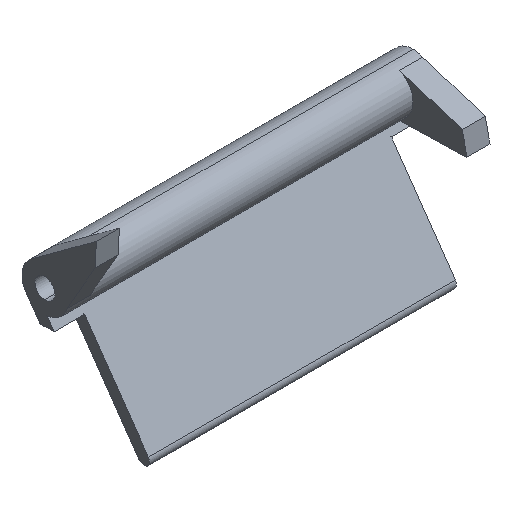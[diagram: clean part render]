
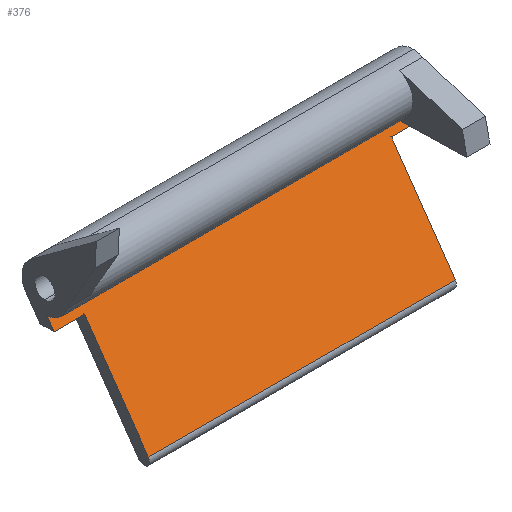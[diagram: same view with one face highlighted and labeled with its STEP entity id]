
A CAD part, isometric view. The second image highlights one B-rep face of the part: STEP entity #376.
In plain terms, the highlighted planar face has unit normal (0, -0.822, 0.57).
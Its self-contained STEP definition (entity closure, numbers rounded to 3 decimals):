
#7 = VERTEX_POINT ( 'NONE', #336 ) ;
#35 = VERTEX_POINT ( 'NONE', #556 ) ;
#47 = LINE ( 'NONE', #268, #563 ) ;
#56 = DIRECTION ( 'NONE',  ( 1., 0., 0. ) ) ;
#57 = CARTESIAN_POINT ( 'NONE',  ( 10.003, -4.75, -8.159 ) ) ;
#63 = DIRECTION ( 'NONE',  ( -1., 0., 0. ) ) ;
#70 = VECTOR ( 'NONE', #498, 1000. ) ;
#71 = VERTEX_POINT ( 'NONE', #588 ) ;
#99 = CARTESIAN_POINT ( 'NONE',  ( -12., 0.613, -0.425 ) ) ;
#129 = EDGE_CURVE ( 'NONE', #190, #534, #662, .T. ) ;
#140 = VECTOR ( 'NONE', #56, 1000. ) ;
#162 = EDGE_CURVE ( 'NONE', #495, #71, #47, .T. ) ;
#163 = CARTESIAN_POINT ( 'NONE',  ( 12., -0.594, -2.166 ) ) ;
#178 = ORIENTED_EDGE ( 'NONE', *, *, #558, .T. ) ;
#190 = VERTEX_POINT ( 'NONE', #233 ) ;
#216 = FACE_OUTER_BOUND ( 'NONE', #308, .T. ) ;
#229 = CARTESIAN_POINT ( 'NONE',  ( 12., -4.75, -8.159 ) ) ;
#233 = CARTESIAN_POINT ( 'NONE',  ( -10.003, -0.594, -2.166 ) ) ;
#235 = ORIENTED_EDGE ( 'NONE', *, *, #349, .T. ) ;
#242 = ORIENTED_EDGE ( 'NONE', *, *, #129, .T. ) ;
#244 = CARTESIAN_POINT ( 'NONE',  ( -10.003, -4.75, -8.159 ) ) ;
#268 = CARTESIAN_POINT ( 'NONE',  ( 10.003, 0.613, -0.425 ) ) ;
#275 = CARTESIAN_POINT ( 'NONE',  ( 12., 0.613, -0.425 ) ) ;
#280 = ORIENTED_EDGE ( 'NONE', *, *, #357, .T. ) ;
#298 = ORIENTED_EDGE ( 'NONE', *, *, #350, .T. ) ;
#301 = ORIENTED_EDGE ( 'NONE', *, *, #576, .T. ) ;
#308 = EDGE_LOOP ( 'NONE', ( #242, #684, #329, #298, #280, #235, #301, #411, #178 ) ) ;
#311 = CARTESIAN_POINT ( 'NONE',  ( 12., -0.129, -1.494 ) ) ;
#322 = DIRECTION ( 'NONE',  ( 0., -0.57, -0.822 ) ) ;
#324 = DIRECTION ( 'NONE',  ( 1., 0., 0. ) ) ;
#329 = ORIENTED_EDGE ( 'NONE', *, *, #162, .T. ) ;
#336 = CARTESIAN_POINT ( 'NONE',  ( 10.5, -0.129, -1.494 ) ) ;
#339 = VECTOR ( 'NONE', #324, 1000. ) ;
#349 = EDGE_CURVE ( 'NONE', #379, #7, #364, .T. ) ;
#350 = EDGE_CURVE ( 'NONE', #71, #35, #594, .T. ) ;
#356 = VECTOR ( 'NONE', #63, 1000. ) ;
#357 = EDGE_CURVE ( 'NONE', #35, #379, #488, .T. ) ;
#364 = LINE ( 'NONE', #311, #614 ) ;
#366 = VERTEX_POINT ( 'NONE', #601 ) ;
#376 = ADVANCED_FACE ( 'NONE', ( #216 ), #546, .T. ) ;
#379 = VERTEX_POINT ( 'NONE', #541 ) ;
#381 = CARTESIAN_POINT ( 'NONE',  ( 12., -0.129, -1.494 ) ) ;
#406 = VECTOR ( 'NONE', #539, 1000. ) ;
#411 = ORIENTED_EDGE ( 'NONE', *, *, #523, .F. ) ;
#417 = DIRECTION ( 'NONE',  ( 0., -0.822, 0.57 ) ) ;
#421 = DIRECTION ( 'NONE',  ( -1., 0., 0. ) ) ;
#423 = DIRECTION ( 'NONE',  ( 0., 0.57, 0.822 ) ) ;
#430 = LINE ( 'NONE', #381, #356 ) ;
#439 = LINE ( 'NONE', #229, #70 ) ;
#461 = EDGE_CURVE ( 'NONE', #534, #495, #439, .T. ) ;
#488 = LINE ( 'NONE', #275, #651 ) ;
#495 = VERTEX_POINT ( 'NONE', #57 ) ;
#498 = DIRECTION ( 'NONE',  ( 1., 0., 0. ) ) ;
#507 = CARTESIAN_POINT ( 'NONE',  ( -12., -0.129, -1.494 ) ) ;
#523 = EDGE_CURVE ( 'NONE', #366, #607, #644, .T. ) ;
#534 = VERTEX_POINT ( 'NONE', #244 ) ;
#539 = DIRECTION ( 'NONE',  ( 0., 0.57, 0.822 ) ) ;
#541 = CARTESIAN_POINT ( 'NONE',  ( 12., -0.129, -1.494 ) ) ;
#546 = PLANE ( 'NONE',  #697 ) ;
#556 = CARTESIAN_POINT ( 'NONE',  ( 12., -0.594, -2.166 ) ) ;
#557 = CARTESIAN_POINT ( 'NONE',  ( 12., -0.594, -2.166 ) ) ;
#558 = EDGE_CURVE ( 'NONE', #366, #190, #613, .T. ) ;
#563 = VECTOR ( 'NONE', #423, 1000. ) ;
#576 = EDGE_CURVE ( 'NONE', #7, #607, #430, .T. ) ;
#588 = CARTESIAN_POINT ( 'NONE',  ( 10.003, -0.594, -2.166 ) ) ;
#594 = LINE ( 'NONE', #163, #140 ) ;
#596 = DIRECTION ( 'NONE',  ( 0., 0.57, 0.822 ) ) ;
#601 = CARTESIAN_POINT ( 'NONE',  ( -12., -0.594, -2.166 ) ) ;
#607 = VERTEX_POINT ( 'NONE', #507 ) ;
#613 = LINE ( 'NONE', #557, #339 ) ;
#614 = VECTOR ( 'NONE', #421, 1000. ) ;
#644 = LINE ( 'NONE', #99, #406 ) ;
#651 = VECTOR ( 'NONE', #596, 1000. ) ;
#662 = LINE ( 'NONE', #667, #683 ) ;
#667 = CARTESIAN_POINT ( 'NONE',  ( -10.003, 0.613, -0.425 ) ) ;
#683 = VECTOR ( 'NONE', #322, 1000. ) ;
#684 = ORIENTED_EDGE ( 'NONE', *, *, #461, .T. ) ;
#697 = AXIS2_PLACEMENT_3D ( 'NONE', #710, #417, #716 ) ;
#710 = CARTESIAN_POINT ( 'NONE',  ( 12., 0.613, -0.425 ) ) ;
#716 = DIRECTION ( 'NONE',  ( 0., -0.57, -0.822 ) ) ;
